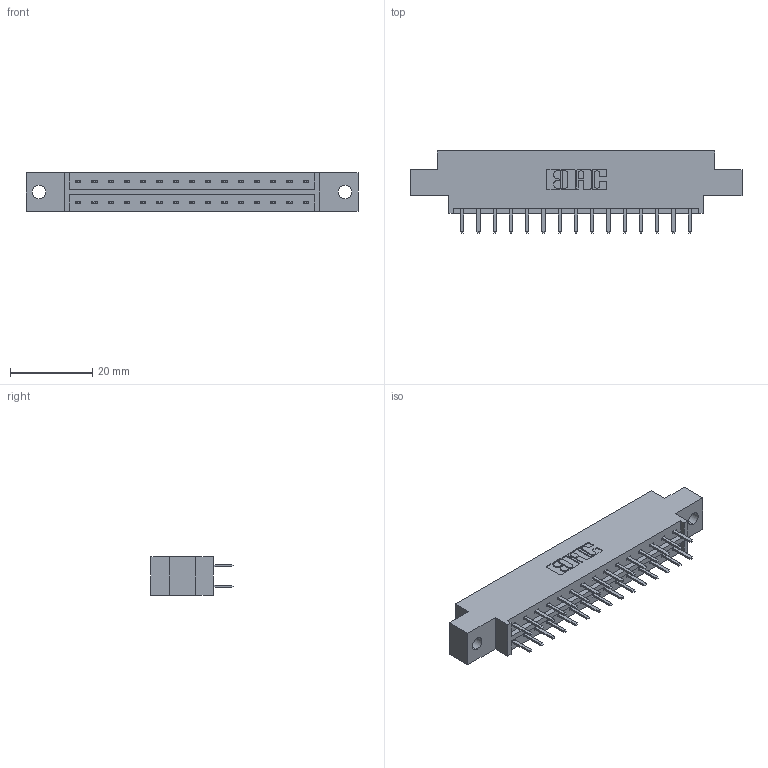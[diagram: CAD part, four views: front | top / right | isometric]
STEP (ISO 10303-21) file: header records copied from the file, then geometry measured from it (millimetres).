
FILE_DESCRIPTION (( 'STEP AP203' ), '1' );
FILE_NAME ('333-030-520-802.STEP', '2018-08-02T17:13:35', ( '' ), ( '' ), 'SwSTEP 2.0', 'SolidWorks 2016', '' );
FILE_SCHEMA (( 'CONFIG_CONTROL_DESIGN' ));
Length unit declared in the file: inch
Products named in the file (3): 333 Part_Offset - .128 Dia; 345-292-001_345-293-120; 333-030-520-802
Assembly tree (31 placements, depth 2):
  333-030-520-802
    333 Part_Offset - .128 Dia
    345-292-001_345-293-120  x30
Bounding box: 80.98 x 20.02 x 9.4 mm (x, y, z)
Volume: 7736.9 mm3; surface area: 8769.4 mm2
Topology: 31 solids, 31 shells, 1798 faces, 5213 edges, 3394 vertices
Faces by surface type: plane 1214, cylinder 584
Entity records: 13391 total; most frequent: CARTESIAN_POINT 2266, ORIENTED_EDGE 2190, DIRECTION 1971, EDGE_CURVE 1095, VECTOR 963, LINE 963, VERTEX_POINT 726, AXIS2_PLACEMENT_3D 504
